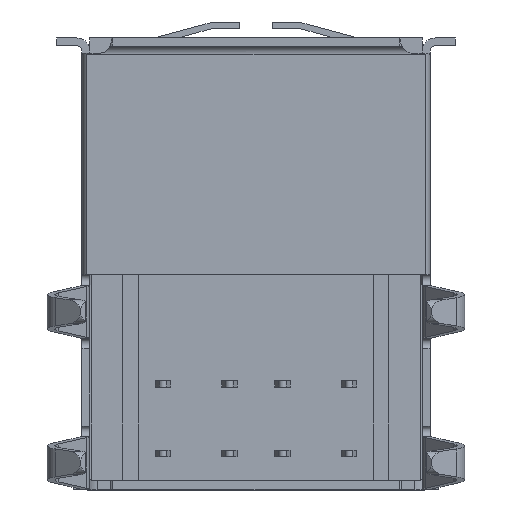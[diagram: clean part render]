
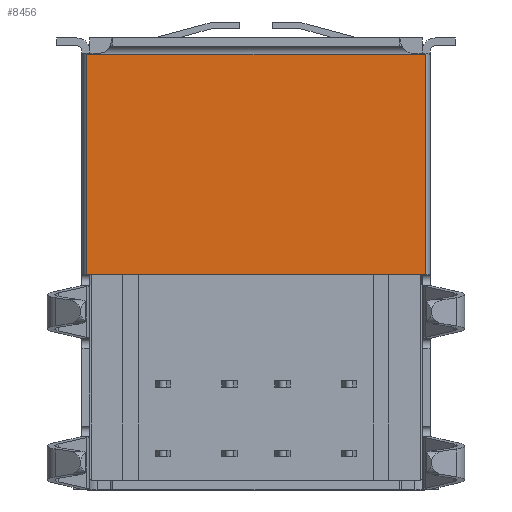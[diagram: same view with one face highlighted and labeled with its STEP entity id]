
A CAD part, front view. The second image highlights one B-rep face of the part: STEP entity #8456.
In plain terms, the highlighted planar face has unit normal (0, -1, 0).
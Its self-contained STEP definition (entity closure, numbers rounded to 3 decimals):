
#103 = DIRECTION ( 'NONE',  ( 0., 0., 1. ) ) ;
#270 = CARTESIAN_POINT ( 'NONE',  ( 6.356, 0.703, -8.899 ) ) ;
#497 = DIRECTION ( 'NONE',  ( 0., 0., -1. ) ) ;
#1104 = VERTEX_POINT ( 'NONE', #270 ) ;
#1922 = LINE ( 'NONE', #6027, #11281 ) ;
#2027 = VERTEX_POINT ( 'NONE', #12659 ) ;
#2680 = VECTOR ( 'NONE', #9463, 1000. ) ;
#3389 = CARTESIAN_POINT ( 'NONE',  ( -6.356, 0.703, -4.76 ) ) ;
#3489 = VERTEX_POINT ( 'NONE', #11324 ) ;
#3898 = EDGE_LOOP ( 'NONE', ( #8780, #7749, #10221, #6367 ) ) ;
#4417 = VECTOR ( 'NONE', #103, 1000. ) ;
#4889 = DIRECTION ( 'NONE',  ( 1., 0., 0. ) ) ;
#5206 = CARTESIAN_POINT ( 'NONE',  ( 6.356, 0.703, -4.76 ) ) ;
#5627 = LINE ( 'NONE', #3389, #10425 ) ;
#5687 = CARTESIAN_POINT ( 'NONE',  ( -8., 0.703, -8.899 ) ) ;
#6027 = CARTESIAN_POINT ( 'NONE',  ( -8., 0.703, -0.622 ) ) ;
#6367 = ORIENTED_EDGE ( 'NONE', *, *, #10032, .T. ) ;
#6975 = CARTESIAN_POINT ( 'NONE',  ( 6.356, 0.703, -0.622 ) ) ;
#7642 = DIRECTION ( 'NONE',  ( 0., -1., 0. ) ) ;
#7749 = ORIENTED_EDGE ( 'NONE', *, *, #12859, .F. ) ;
#8456 = ADVANCED_FACE ( 'NONE', ( #10772 ), #8634, .T. ) ;
#8546 = LINE ( 'NONE', #10539, #2680 ) ;
#8634 = PLANE ( 'NONE',  #8882 ) ;
#8780 = ORIENTED_EDGE ( 'NONE', *, *, #12576, .T. ) ;
#8882 = AXIS2_PLACEMENT_3D ( 'NONE', #5687, #7642, #497 ) ;
#9463 = DIRECTION ( 'NONE',  ( 1., 0., 0. ) ) ;
#10032 = EDGE_CURVE ( 'NONE', #3489, #1104, #8546, .T. ) ;
#10221 = ORIENTED_EDGE ( 'NONE', *, *, #12648, .T. ) ;
#10315 = LINE ( 'NONE', #5206, #4417 ) ;
#10425 = VECTOR ( 'NONE', #12573, 1000. ) ;
#10539 = CARTESIAN_POINT ( 'NONE',  ( -8., 0.703, -8.899 ) ) ;
#10772 = FACE_OUTER_BOUND ( 'NONE', #3898, .T. ) ;
#11281 = VECTOR ( 'NONE', #4889, 1000. ) ;
#11324 = CARTESIAN_POINT ( 'NONE',  ( -6.356, 0.703, -8.899 ) ) ;
#12573 = DIRECTION ( 'NONE',  ( 0., 0., -1. ) ) ;
#12576 = EDGE_CURVE ( 'NONE', #1104, #12890, #10315, .T. ) ;
#12648 = EDGE_CURVE ( 'NONE', #2027, #3489, #5627, .T. ) ;
#12659 = CARTESIAN_POINT ( 'NONE',  ( -6.356, 0.703, -0.622 ) ) ;
#12859 = EDGE_CURVE ( 'NONE', #2027, #12890, #1922, .T. ) ;
#12890 = VERTEX_POINT ( 'NONE', #6975 ) ;
